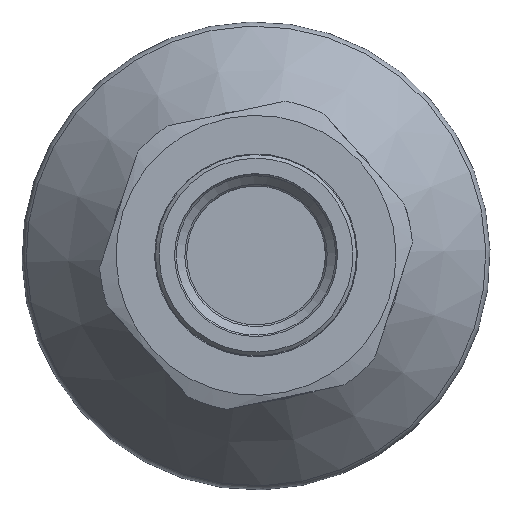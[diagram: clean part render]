
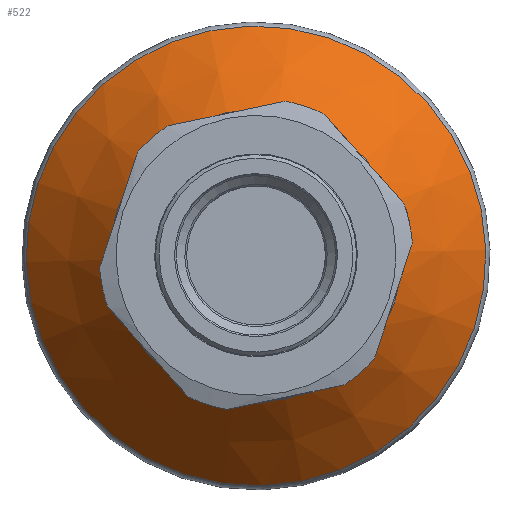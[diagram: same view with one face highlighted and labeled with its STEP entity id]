
A CAD part, top view. The second image highlights one B-rep face of the part: STEP entity #522.
In plain terms, the highlighted conical face has half-angle 40 degrees and reference radius 10 mm.
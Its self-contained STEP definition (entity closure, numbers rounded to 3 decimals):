
#522 = ADVANCED_FACE( '', ( #1362, #1363 ), #1364, .T. );
#1362 = FACE_BOUND( '', #3044, .T. );
#1363 = FACE_OUTER_BOUND( '', #3045, .T. );
#1364 = CONICAL_SURFACE( '', #3046, 10., 0.698 );
#3044 = EDGE_LOOP( '', ( #8695 ) );
#3045 = EDGE_LOOP( '', ( #8696 ) );
#3046 = AXIS2_PLACEMENT_3D( '', #8697, #8698, #8699 );
#8695 = ORIENTED_EDGE( '', *, *, #11959, .T. );
#8696 = ORIENTED_EDGE( '', *, *, #11960, .T. );
#8697 = CARTESIAN_POINT( '', ( 0., 0., 34.87 ) );
#8698 = DIRECTION( '', ( 0., 0., -1. ) );
#8699 = DIRECTION( '', ( -1., 0., 0. ) );
#11959 = EDGE_CURVE( '', #13477, #13477, #13478, .T. );
#11960 = EDGE_CURVE( '', #13479, #13479, #13480, .T. );
#13477 = VERTEX_POINT( '', #16567 );
#13478 = CIRCLE( '', #16568, 12.106 );
#13479 = VERTEX_POINT( '', #16569 );
#13480 = CIRCLE( '', #16570, 19.049 );
#16567 = CARTESIAN_POINT( '', ( -12.106, 0., 32.361 ) );
#16568 = AXIS2_PLACEMENT_3D( '', #21336, #21337, #21338 );
#16569 = CARTESIAN_POINT( '', ( 19.049, 0., 24.086 ) );
#16570 = AXIS2_PLACEMENT_3D( '', #21339, #21340, #21341 );
#21336 = CARTESIAN_POINT( '', ( 0., 0., 32.361 ) );
#21337 = DIRECTION( '', ( 0., 0., -1. ) );
#21338 = DIRECTION( '', ( -1., 0., 0. ) );
#21339 = CARTESIAN_POINT( '', ( 0., 0., 24.086 ) );
#21340 = DIRECTION( '', ( 0., 0., 1. ) );
#21341 = DIRECTION( '', ( 1., 0., 0. ) );
